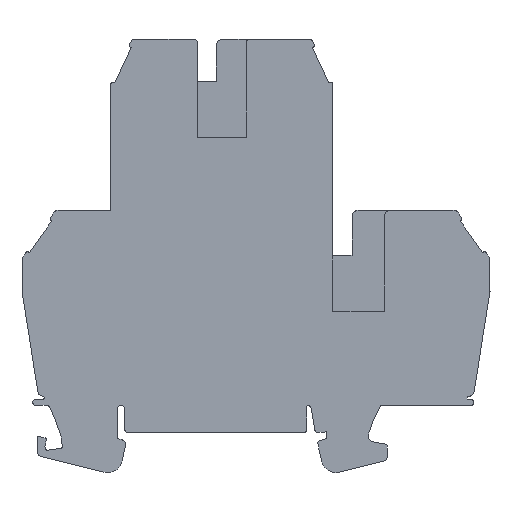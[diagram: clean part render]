
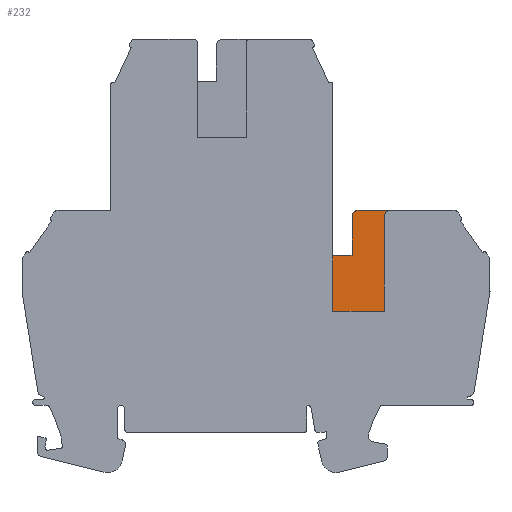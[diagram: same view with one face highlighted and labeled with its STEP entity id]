
A CAD part, front view. The second image highlights one B-rep face of the part: STEP entity #232.
In plain terms, the highlighted planar face has unit normal (0, -1, 0).
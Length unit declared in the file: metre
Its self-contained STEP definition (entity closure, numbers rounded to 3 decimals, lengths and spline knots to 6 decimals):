
#232 = ADVANCED_FACE( 'NONE', ( #581 ), #582, .T. );
#581 = FACE_OUTER_BOUND( '', #1081, .T. );
#582 = PLANE( '', #1082 );
#1081 = EDGE_LOOP( '', ( #1768, #1769, #1770, #1771, #1772, #1773, #1774, #1775 ) );
#1082 = AXIS2_PLACEMENT_3D( '', #1776, #1777, #1778 );
#1768 = ORIENTED_EDGE( '', *, *, #3086, .T. );
#1769 = ORIENTED_EDGE( '', *, *, #3087, .F. );
#1770 = ORIENTED_EDGE( '', *, *, #3088, .F. );
#1771 = ORIENTED_EDGE( '', *, *, #3089, .F. );
#1772 = ORIENTED_EDGE( '', *, *, #3090, .F. );
#1773 = ORIENTED_EDGE( '', *, *, #2983, .F. );
#1774 = ORIENTED_EDGE( '', *, *, #3091, .F. );
#1775 = ORIENTED_EDGE( '', *, *, #3092, .F. );
#1776 = CARTESIAN_POINT( '', ( 0.019516, -0.001, 0.037 ) );
#1777 = DIRECTION( '', ( 0., -1., 0. ) );
#1778 = DIRECTION( '', ( 0., 0., -1. ) );
#2983 = EDGE_CURVE( 'NONE', #3586, #3588, #3589, .F. );
#3086 = EDGE_CURVE( 'NONE', #3768, #3769, #3770, .F. );
#3087 = EDGE_CURVE( 'NONE', #3771, #3769, #3772, .T. );
#3088 = EDGE_CURVE( 'NONE', #3773, #3771, #3774, .F. );
#3089 = EDGE_CURVE( 'NONE', #3775, #3773, #3776, .T. );
#3090 = EDGE_CURVE( 'NONE', #3588, #3775, #3777, .T. );
#3091 = EDGE_CURVE( 'NONE', #3778, #3586, #3779, .F. );
#3092 = EDGE_CURVE( 'NONE', #3768, #3778, #3780, .F. );
#3586 = VERTEX_POINT( 'NONE', #4472 );
#3588 = VERTEX_POINT( 'NONE', #4475 );
#3589 = LINE( '', #4476, #4477 );
#3768 = VERTEX_POINT( 'NONE', #4750 );
#3769 = VERTEX_POINT( 'NONE', #4751 );
#3770 = CIRCLE( '', #4752, 0.001 );
#3771 = VERTEX_POINT( 'NONE', #4753 );
#3772 = LINE( '', #4754, #4755 );
#3773 = VERTEX_POINT( 'NONE', #4756 );
#3774 = CIRCLE( '', #4757, 0.001 );
#3775 = VERTEX_POINT( 'NONE', #4758 );
#3776 = LINE( '', #4759, #4760 );
#3777 = LINE( '', #4761, #4762 );
#3778 = VERTEX_POINT( 'NONE', #4763 );
#3779 = LINE( '', #4764, #4765 );
#3780 = LINE( '', #4766, #4767 );
#4472 = CARTESIAN_POINT( '', ( 0.019516, -0.001, 0.0202 ) );
#4475 = CARTESIAN_POINT( '', ( 0.019516, -0.001, 0.0295 ) );
#4476 = CARTESIAN_POINT( '', ( 0.019516, -0.001, 0.058024 ) );
#4477 = VECTOR( '', #5599, 1. );
#4750 = CARTESIAN_POINT( '', ( 0.028116, -0.001, 0.036 ) );
#4751 = CARTESIAN_POINT( '', ( 0.029116, -0.001, 0.037 ) );
#4752 = AXIS2_PLACEMENT_3D( '', #5706, #5707, #5708 );
#4753 = CARTESIAN_POINT( '', ( 0.023716, -0.001, 0.037 ) );
#4754 = CARTESIAN_POINT( '', ( 0.023716, -0.001, 0.037 ) );
#4755 = VECTOR( '', #5709, 1. );
#4756 = CARTESIAN_POINT( '', ( 0.022716, -0.001, 0.036 ) );
#4757 = AXIS2_PLACEMENT_3D( '', #5710, #5711, #5712 );
#4758 = CARTESIAN_POINT( '', ( 0.022716, -0.001, 0.0295 ) );
#4759 = CARTESIAN_POINT( '', ( 0.022716, -0.001, 0.0295 ) );
#4760 = VECTOR( '', #5713, 1. );
#4761 = CARTESIAN_POINT( '', ( 0.019516, -0.001, 0.0295 ) );
#4762 = VECTOR( '', #5714, 1. );
#4763 = CARTESIAN_POINT( '', ( 0.028116, -0.001, 0.0202 ) );
#4764 = CARTESIAN_POINT( '', ( 0.019516, -0.001, 0.0202 ) );
#4765 = VECTOR( '', #5715, 1. );
#4766 = CARTESIAN_POINT( '', ( 0.028116, -0.001, 0.0202 ) );
#4767 = VECTOR( '', #5716, 1. );
#5599 = DIRECTION( '', ( 0., 0., -1. ) );
#5706 = CARTESIAN_POINT( '', ( 0.029116, -0.001, 0.036 ) );
#5707 = DIRECTION( '', ( 0., -1., 0. ) );
#5708 = DIRECTION( '', ( 0., 0., -1. ) );
#5709 = DIRECTION( '', ( 1., 0., 0. ) );
#5710 = CARTESIAN_POINT( '', ( 0.023716, -0.001, 0.036 ) );
#5711 = DIRECTION( '', ( 0., -1., 0. ) );
#5712 = DIRECTION( '', ( 0., 0., -1. ) );
#5713 = DIRECTION( '', ( 0., 0., 1. ) );
#5714 = DIRECTION( '', ( 1., 0., 0. ) );
#5715 = DIRECTION( '', ( 1., 0., 0. ) );
#5716 = DIRECTION( '', ( 0., 0., 1. ) );
